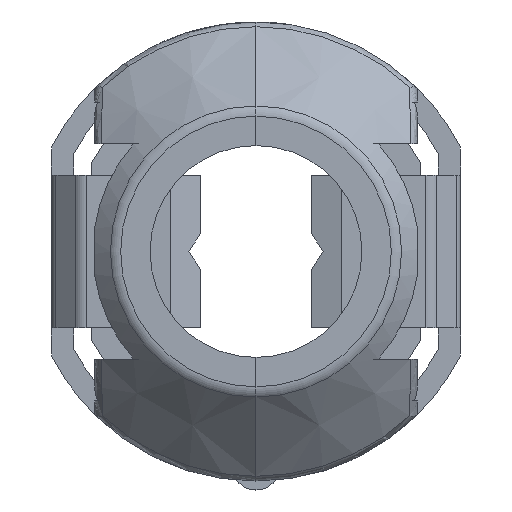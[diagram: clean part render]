
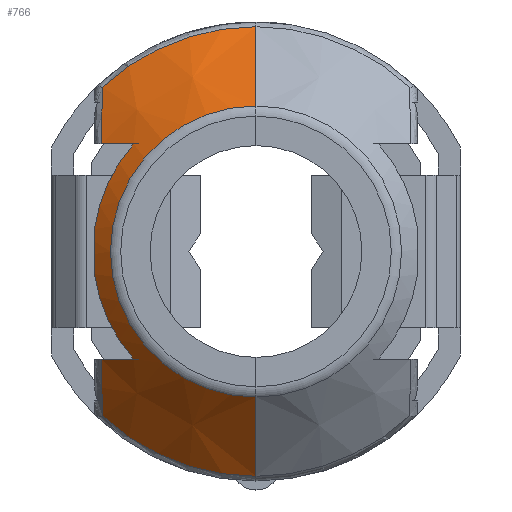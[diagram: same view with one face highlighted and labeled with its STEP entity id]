
A CAD part, left-side view. The second image highlights one B-rep face of the part: STEP entity #766.
In plain terms, the highlighted conical face has half-angle 46.975 degrees and reference radius 9.75 mm.
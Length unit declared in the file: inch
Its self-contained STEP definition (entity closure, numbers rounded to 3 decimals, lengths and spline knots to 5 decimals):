
#328 = CARTESIAN_POINT ( 'NONE',  ( -0.68225, 0., 0.24342 ) ) ;
#330 = CARTESIAN_POINT ( 'NONE',  ( -0.55859, 0., 0.37592 ) ) ;
#766 = ADVANCED_FACE ( 'NONE', ( #7444 ), #7449, .T. ) ;
#1025 = AXIS2_PLACEMENT_3D ( 'NONE', #1231, #1232, #1230 ) ;
#1119 = AXIS2_PLACEMENT_3D ( 'NONE', #3605, #3606, #3607 ) ;
#1120 = AXIS2_PLACEMENT_3D ( 'NONE', #1527, #1528, #1529 ) ;
#1121 = AXIS2_PLACEMENT_3D ( 'NONE', #1532, #1533, #1534 ) ;
#1122 = AXIS2_PLACEMENT_3D ( 'NONE', #1541, #1542, #1543 ) ;
#1123 = AXIS2_PLACEMENT_3D ( 'NONE', #1544, #1545, #1546 ) ;
#1230 = DIRECTION ( 'NONE',  ( 0., 0., -1. ) ) ;
#1231 = CARTESIAN_POINT ( 'NONE',  ( -0.55118, 0., 0. ) ) ;
#1232 = DIRECTION ( 'NONE',  ( 1., 0., 0. ) ) ;
#1331 = CARTESIAN_POINT ( 'NONE',  ( -0.55859, 0.25665, 0.27467 ) ) ;
#1333 = CARTESIAN_POINT ( 'NONE',  ( -0.655, 0.20475, -0.18 ) ) ;
#1335 = CARTESIAN_POINT ( 'NONE',  ( -0.655, 0.20475, 0.18 ) ) ;
#1336 = CARTESIAN_POINT ( 'NONE',  ( -0.61506, 0.25901, 0.18 ) ) ;
#1338 = CARTESIAN_POINT ( 'NONE',  ( -0.61506, 0.25901, -0.18 ) ) ;
#1340 = CARTESIAN_POINT ( 'NONE',  ( -0.55859, 0.25665, -0.27467 ) ) ;
#1518 = CARTESIAN_POINT ( 'NONE',  ( -0.61506, 0.25901, -0.18 ) ) ;
#1519 = CARTESIAN_POINT ( 'NONE',  ( -0.62873, 0.24118, -0.18 ) ) ;
#1520 = CARTESIAN_POINT ( 'NONE',  ( -0.61506, 0.25901, -0.18 ) ) ;
#1521 = CARTESIAN_POINT ( 'NONE',  ( -0.59828, 0.25816, -0.21273 ) ) ;
#1522 = CARTESIAN_POINT ( 'NONE',  ( -0.579, 0.25736, -0.24408 ) ) ;
#1523 = CARTESIAN_POINT ( 'NONE',  ( -0.55859, 0.25665, -0.27467 ) ) ;
#1524 = CARTESIAN_POINT ( 'NONE',  ( -0.64211, 0.22315, -0.18 ) ) ;
#1525 = CARTESIAN_POINT ( 'NONE',  ( -0.655, 0.20475, -0.18 ) ) ;
#1526 = CARTESIAN_POINT ( 'NONE',  ( -0.55859, 0.25665, 0.27467 ) ) ;
#1527 = CARTESIAN_POINT ( 'NONE',  ( -0.655, 0., 0. ) ) ;
#1528 = DIRECTION ( 'NONE',  ( 1., 0., 0. ) ) ;
#1529 = DIRECTION ( 'NONE',  ( 0., 0., 1. ) ) ;
#1530 = CARTESIAN_POINT ( 'NONE',  ( -0.655, 0.20475, 0.18 ) ) ;
#1531 = CARTESIAN_POINT ( 'NONE',  ( -0.64209, 0.22317, 0.18 ) ) ;
#1532 = CARTESIAN_POINT ( 'NONE',  ( -0.655, 0., 0. ) ) ;
#1533 = DIRECTION ( 'NONE',  ( 1., 0., 0. ) ) ;
#1534 = DIRECTION ( 'NONE',  ( 0., 0., 1. ) ) ;
#1535 = CARTESIAN_POINT ( 'NONE',  ( -0.579, 0.25736, 0.24408 ) ) ;
#1536 = CARTESIAN_POINT ( 'NONE',  ( -0.62871, 0.2412, 0.18 ) ) ;
#1537 = CARTESIAN_POINT ( 'NONE',  ( -0.61506, 0.25901, 0.18 ) ) ;
#1538 = CARTESIAN_POINT ( 'NONE',  ( -0.59828, 0.25816, 0.21273 ) ) ;
#1539 = CARTESIAN_POINT ( 'NONE',  ( -0.61506, 0.25901, 0.18 ) ) ;
#1541 = CARTESIAN_POINT ( 'NONE',  ( -0.55859, 0., 0. ) ) ;
#1542 = DIRECTION ( 'NONE',  ( -1., 0., 0. ) ) ;
#1543 = DIRECTION ( 'NONE',  ( 0., 0., 1. ) ) ;
#1544 = CARTESIAN_POINT ( 'NONE',  ( -0.68225, 0., 0. ) ) ;
#1545 = DIRECTION ( 'NONE',  ( 1., 0., 0. ) ) ;
#1546 = DIRECTION ( 'NONE',  ( 0., 0., 1. ) ) ;
#1697 = B_SPLINE_CURVE_WITH_KNOTS ( 'NONE', 3,
 ( #1526, #1535, #1538, #1539 ),
 .UNSPECIFIED., .F., .F.,
 ( 4, 4 ),
 ( 0., 0.0028 ),
 .UNSPECIFIED. ) ;
#1698 = B_SPLINE_CURVE_WITH_KNOTS ( 'NONE', 3,
 ( #1530, #1531, #1536, #1537 ),
 .UNSPECIFIED., .F., .F.,
 ( 4, 4 ),
 ( 0.02453, 0.02626 ),
 .UNSPECIFIED. ) ;
#1864 = ORIENTED_EDGE ( 'NONE', *, *, #2880, .T. ) ;
#1865 = ORIENTED_EDGE ( 'NONE', *, *, #3633, .T. ) ;
#1866 = ORIENTED_EDGE ( 'NONE', *, *, #3634, .F. ) ;
#1867 = ORIENTED_EDGE ( 'NONE', *, *, #3635, .F. ) ;
#1868 = ORIENTED_EDGE ( 'NONE', *, *, #3698, .F. ) ;
#1869 = ORIENTED_EDGE ( 'NONE', *, *, #3636, .F. ) ;
#1870 = ORIENTED_EDGE ( 'NONE', *, *, #3637, .F. ) ;
#1871 = ORIENTED_EDGE ( 'NONE', *, *, #3638, .T. ) ;
#1872 = ORIENTED_EDGE ( 'NONE', *, *, #3639, .T. ) ;
#1873 = ORIENTED_EDGE ( 'NONE', *, *, #6328, .F. ) ;
#1874 = ORIENTED_EDGE ( 'NONE', *, *, #3640, .T. ) ;
#1875 = ORIENTED_EDGE ( 'NONE', *, *, #6298, .F. ) ;
#2392 = DIRECTION ( 'NONE',  ( 0.682, 0., -0.731 ) ) ;
#2400 = CARTESIAN_POINT ( 'NONE',  ( -0.90945, 0., 0. ) ) ;
#2451 = DIRECTION ( 'NONE',  ( -0.682, 0., -0.731 ) ) ;
#2478 = CARTESIAN_POINT ( 'NONE',  ( -0.90945, 0., 0. ) ) ;
#2541 = VERTEX_POINT ( 'NONE', #1331 ) ;
#2545 = VERTEX_POINT ( 'NONE', #1333 ) ;
#2547 = VERTEX_POINT ( 'NONE', #1335 ) ;
#2548 = VERTEX_POINT ( 'NONE', #1336 ) ;
#2550 = VERTEX_POINT ( 'NONE', #1338 ) ;
#2552 = VERTEX_POINT ( 'NONE', #1340 ) ;
#2880 = EDGE_CURVE ( 'NONE', #2552, #2971, #9886, .T. ) ;
#2930 = CARTESIAN_POINT ( 'NONE',  ( -0.655, 0.27, -0.03773 ) ) ;
#2931 = CARTESIAN_POINT ( 'NONE',  ( -0.655, 0.27, 0.03773 ) ) ;
#2970 = VERTEX_POINT ( 'NONE', #3598 ) ;
#2971 = VERTEX_POINT ( 'NONE', #3609 ) ;
#3044 = VERTEX_POINT ( 'NONE', #2930 ) ;
#3045 = VERTEX_POINT ( 'NONE', #2931 ) ;
#3144 = CARTESIAN_POINT ( 'NONE',  ( -0.65661, 0.27, -0.02527 ) ) ;
#3149 = CARTESIAN_POINT ( 'NONE',  ( -0.655, 0.27, -0.03773 ) ) ;
#3152 = CARTESIAN_POINT ( 'NONE',  ( -0.65744, 0.27, -0.01275 ) ) ;
#3153 = CARTESIAN_POINT ( 'NONE',  ( -0.65746, 0.27, 0.01241 ) ) ;
#3154 = CARTESIAN_POINT ( 'NONE',  ( -0.65663, 0.27, 0.02513 ) ) ;
#3155 = CARTESIAN_POINT ( 'NONE',  ( -0.655, 0.27, 0.03773 ) ) ;
#3598 = CARTESIAN_POINT ( 'NONE',  ( -0.68225, 0., -0.24342 ) ) ;
#3605 = CARTESIAN_POINT ( 'NONE',  ( -0.55859, 0., 0. ) ) ;
#3606 = DIRECTION ( 'NONE',  ( -1., 0., 0. ) ) ;
#3607 = DIRECTION ( 'NONE',  ( 0., 0., 1. ) ) ;
#3609 = CARTESIAN_POINT ( 'NONE',  ( -0.55859, 0., -0.37592 ) ) ;
#3633 = EDGE_CURVE ( 'NONE', #2550, #2552, #9625, .T. ) ;
#3634 = EDGE_CURVE ( 'NONE', #2550, #2545, #9624, .T. ) ;
#3635 = EDGE_CURVE ( 'NONE', #2545, #3044, #9893, .T. ) ;
#3636 = EDGE_CURVE ( 'NONE', #3045, #2547, #9892, .T. ) ;
#3637 = EDGE_CURVE ( 'NONE', #2547, #2548, #1698, .T. ) ;
#3638 = EDGE_CURVE ( 'NONE', #2541, #2548, #1697, .T. ) ;
#3639 = EDGE_CURVE ( 'NONE', #7958, #2541, #9901, .T. ) ;
#3640 = EDGE_CURVE ( 'NONE', #2970, #7956, #9900, .T. ) ;
#3698 = EDGE_CURVE ( 'NONE', #3044, #3045, #6212, .T. ) ;
#3797 = LINE ( 'NONE', #2400, #3799 ) ;
#3799 = VECTOR ( 'NONE', #2392, 39.37008 ) ;
#3854 = LINE ( 'NONE', #2478, #3856 ) ;
#3856 = VECTOR ( 'NONE', #2451, 39.37008 ) ;
#6212 = B_SPLINE_CURVE_WITH_KNOTS ( 'NONE', 3,
 ( #3149, #3144, #3152, #3153, #3154, #3155 ),
 .UNSPECIFIED., .F., .F.,
 ( 4, 2, 4 ),
 ( 0.01553, 0.01649, 0.01745 ),
 .UNSPECIFIED. ) ;
#6298 = EDGE_CURVE ( 'NONE', #2970, #2971, #3797, .T. ) ;
#6328 = EDGE_CURVE ( 'NONE', #7958, #7956, #3854, .T. ) ;
#6705 = EDGE_LOOP ( 'NONE', ( #1875, #1874, #1873, #1872, #1871, #1870, #1869, #1868, #1867, #1866, #1865, #1864 ) ) ;
#7444 = FACE_OUTER_BOUND ( 'NONE', #6705, .T. ) ;
#7449 = CONICAL_SURFACE ( 'NONE', #1025, 0.38386, 0.82 ) ;
#7956 = VERTEX_POINT ( 'NONE', #328 ) ;
#7958 = VERTEX_POINT ( 'NONE', #330 ) ;
#9624 = B_SPLINE_CURVE_WITH_KNOTS ( 'NONE', 3,
 ( #1520, #1519, #1524, #1525 ),
 .UNSPECIFIED., .F., .F.,
 ( 4, 4 ),
 ( 0.01132, 0.01303 ),
 .UNSPECIFIED. ) ;
#9625 = B_SPLINE_CURVE_WITH_KNOTS ( 'NONE', 3,
 ( #1518, #1521, #1522, #1523 ),
 .UNSPECIFIED., .F., .F.,
 ( 4, 4 ),
 ( 0., 0.0028 ),
 .UNSPECIFIED. ) ;
#9886 = CIRCLE ( 'NONE', #1119, 0.37592 ) ;
#9892 = CIRCLE ( 'NONE', #1121, 0.27262 ) ;
#9893 = CIRCLE ( 'NONE', #1120, 0.27262 ) ;
#9900 = CIRCLE ( 'NONE', #1123, 0.24342 ) ;
#9901 = CIRCLE ( 'NONE', #1122, 0.37592 ) ;
